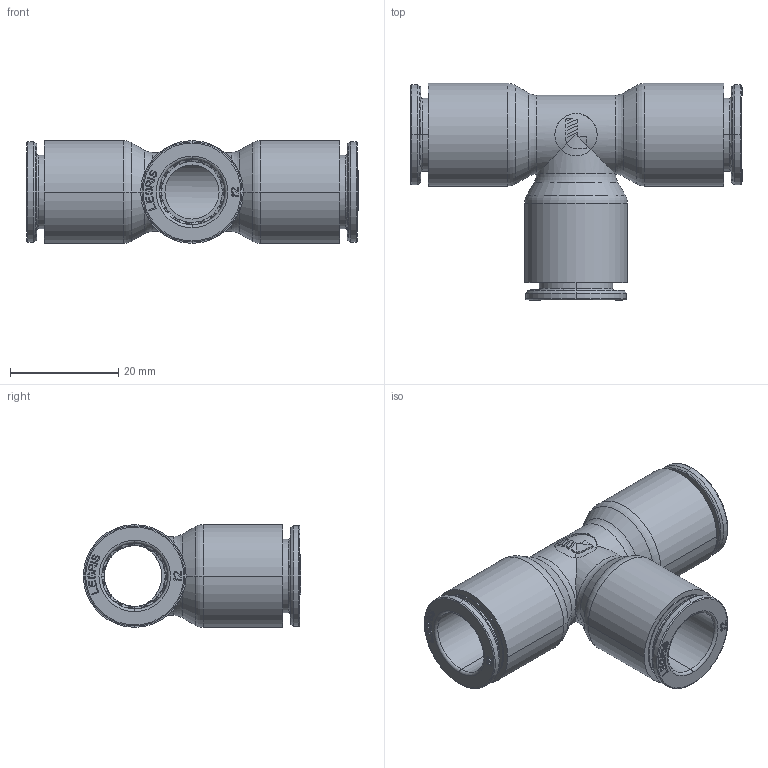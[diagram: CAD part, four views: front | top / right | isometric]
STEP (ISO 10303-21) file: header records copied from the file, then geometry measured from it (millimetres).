
FILE_DESCRIPTION(('STEP AP214'),'1');
FILE_NAME('6804_12_00.stp','2016-07-07T14:40:52',('TraceParts'),('TraceParts S.A.'),'Spatial InterOp 3D',' ',' ');
FILE_SCHEMA(('automotive_design'));
Length unit declared in the file: millimetre
Products named in the file (16): V804-12-00_ASM|Next assembly relationship#44112-19_ASM|Next assembly relationship#44112-21_ASM|Next assembly relationship#44112-32;44112-32; V804-12-00_ASM|Next assembly relationship#44112-19_ASM|Next assembly relationship#44112-21_ASM|Next assembly relationship#44112-30;44112-30; V804-12-00_ASM|Next assembly relationship#44112-19_ASM|Next assembly relationship#44112-21_ASM|Next assembly relationship#44112;44112; V804-12-00_ASM|Next assembly relationship#44112-19_ASM|Next assembly relationship#44112-40;44112-40; V804-12-00_ASM|Next assembly relationship#44522-04;44522-04; V804-12-00_ASM|Next assembly relationship#44112-11-10-ASM;44112-11-10-ASM
Bounding box: 61.32 x 40.14 x 18.98 mm (x, y, z)
Volume: 10261.7 mm3; surface area: 18148.8 mm2
Topology: 16 solids, 16 shells, 1850 faces, 4653 edges, 2884 vertices
Faces by surface type: plane 680, cylinder 325, torus 305, bspline 270, cone 264, sphere 6
Entity records: 70764 total; most frequent: CARTESIAN_POINT 27420, ORIENTED_EDGE 9294, DIRECTION 8539, EDGE_CURVE 4647, AXIS2_PLACEMENT_3D 3028, VERTEX_POINT 2884, LINE 2483, VECTOR 2483
